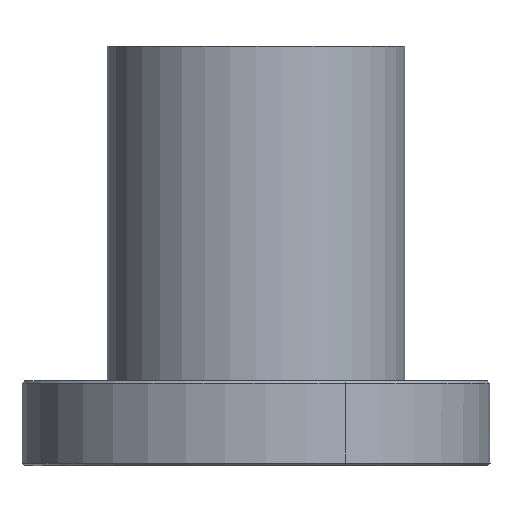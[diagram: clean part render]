
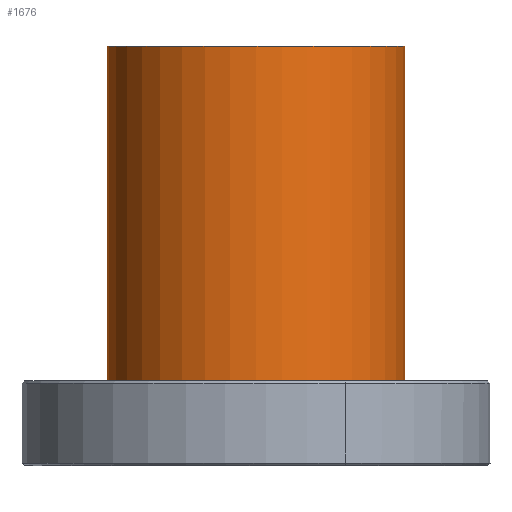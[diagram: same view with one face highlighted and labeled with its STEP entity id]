
A CAD part, front view. The second image highlights one B-rep face of the part: STEP entity #1676.
In plain terms, the highlighted cylindrical face has radius 22.25 mm (diameter 44.5 mm), a partial arc.
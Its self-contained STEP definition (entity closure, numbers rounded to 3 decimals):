
#11 = AXIS2_PLACEMENT_3D ( 'NONE', #507, #597, #606 ) ;
#33 = DIRECTION ( 'NONE',  ( 0., 0., 1. ) ) ;
#71 = EDGE_LOOP ( 'NONE', ( #1089, #1054, #1136, #531 ) ) ;
#106 = CYLINDRICAL_SURFACE ( 'NONE', #1365, 22.25 ) ;
#129 = CARTESIAN_POINT ( 'NONE',  ( 22.25, 0., -57.4 ) ) ;
#136 = VERTEX_POINT ( 'NONE', #1052 ) ;
#276 = VECTOR ( 'NONE', #786, 1000. ) ;
#332 = EDGE_CURVE ( 'NONE', #759, #1164, #445, .T. ) ;
#388 = EDGE_CURVE ( 'NONE', #880, #136, #1485, .T. ) ;
#445 = CIRCLE ( 'NONE', #11, 22.25 ) ;
#507 = CARTESIAN_POINT ( 'NONE',  ( 0., 0., 0. ) ) ;
#531 = ORIENTED_EDGE ( 'NONE', *, *, #332, .F. ) ;
#597 = DIRECTION ( 'NONE',  ( 0., 0., 1. ) ) ;
#606 = DIRECTION ( 'NONE',  ( 1., 0., 0. ) ) ;
#621 = EDGE_CURVE ( 'NONE', #136, #1164, #1176, .T. ) ;
#759 = VERTEX_POINT ( 'NONE', #1100 ) ;
#786 = DIRECTION ( 'NONE',  ( 0., 0., 1. ) ) ;
#812 = VECTOR ( 'NONE', #1362, 1000. ) ;
#843 = FACE_OUTER_BOUND ( 'NONE', #71, .T. ) ;
#879 = CARTESIAN_POINT ( 'NONE',  ( 0., 0., -57.4 ) ) ;
#880 = VERTEX_POINT ( 'NONE', #1142 ) ;
#1002 = CARTESIAN_POINT ( 'NONE',  ( 0., 0., -57.4 ) ) ;
#1011 = DIRECTION ( 'NONE',  ( 0., 0., 1. ) ) ;
#1016 = DIRECTION ( 'NONE',  ( 1., 0., 0. ) ) ;
#1030 = LINE ( 'NONE', #1575, #276 ) ;
#1048 = EDGE_CURVE ( 'NONE', #880, #759, #1030, .T. ) ;
#1052 = CARTESIAN_POINT ( 'NONE',  ( 22.25, 0., -57.4 ) ) ;
#1054 = ORIENTED_EDGE ( 'NONE', *, *, #388, .T. ) ;
#1089 = ORIENTED_EDGE ( 'NONE', *, *, #1048, .F. ) ;
#1100 = CARTESIAN_POINT ( 'NONE',  ( -22.25, 0., 0. ) ) ;
#1136 = ORIENTED_EDGE ( 'NONE', *, *, #621, .T. ) ;
#1142 = CARTESIAN_POINT ( 'NONE',  ( -22.25, 0., -57.4 ) ) ;
#1164 = VERTEX_POINT ( 'NONE', #1481 ) ;
#1176 = LINE ( 'NONE', #129, #812 ) ;
#1362 = DIRECTION ( 'NONE',  ( 0., 0., 1. ) ) ;
#1365 = AXIS2_PLACEMENT_3D ( 'NONE', #879, #33, #1667 ) ;
#1481 = CARTESIAN_POINT ( 'NONE',  ( 22.25, 0., 0. ) ) ;
#1485 = CIRCLE ( 'NONE', #1636, 22.25 ) ;
#1575 = CARTESIAN_POINT ( 'NONE',  ( -22.25, 0., -57.4 ) ) ;
#1636 = AXIS2_PLACEMENT_3D ( 'NONE', #1002, #1011, #1016 ) ;
#1667 = DIRECTION ( 'NONE',  ( 1., 0., 0. ) ) ;
#1676 = ADVANCED_FACE ( 'NONE', ( #843 ), #106, .T. ) ;
